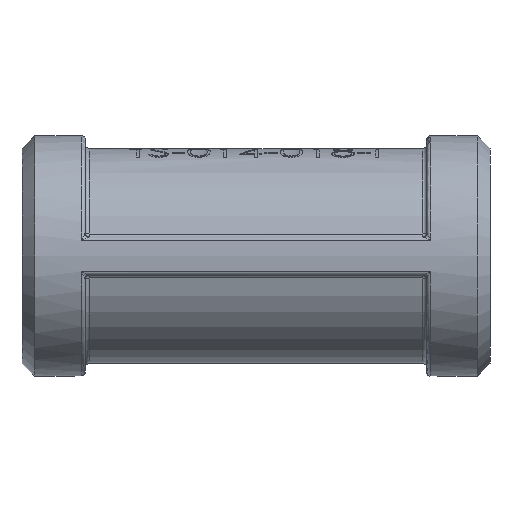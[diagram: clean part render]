
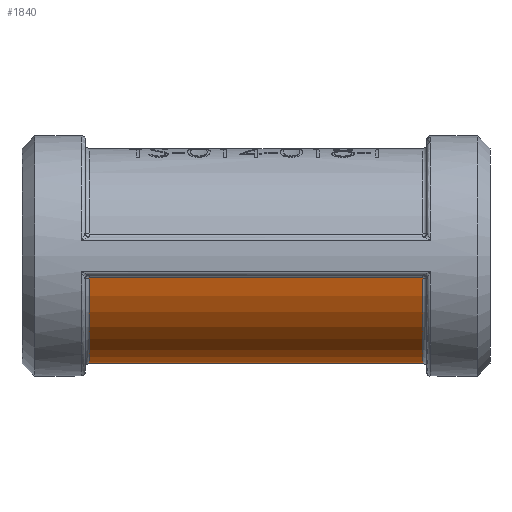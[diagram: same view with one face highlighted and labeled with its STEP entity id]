
A CAD part, front view. The second image highlights one B-rep face of the part: STEP entity #1840.
In plain terms, the highlighted cylindrical face has radius 8.5 mm (diameter 17 mm), a partial arc.
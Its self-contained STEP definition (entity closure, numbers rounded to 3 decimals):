
#12 = VERTEX_POINT ( 'NONE', #3830 ) ;
#74 = ORIENTED_EDGE ( 'NONE', *, *, #8757, .F. ) ;
#75 = VERTEX_POINT ( 'NONE', #3802 ) ;
#85 = ORIENTED_EDGE ( 'NONE', *, *, #8767, .F. ) ;
#88 = VERTEX_POINT ( 'NONE', #3864 ) ;
#92 = VERTEX_POINT ( 'NONE', #3862 ) ;
#111 = VERTEX_POINT ( 'NONE', #3901 ) ;
#117 = VERTEX_POINT ( 'NONE', #3849 ) ;
#127 = VERTEX_POINT ( 'NONE', #3904 ) ;
#132 = ORIENTED_EDGE ( 'NONE', *, *, #16292, .F. ) ;
#134 = ORIENTED_EDGE ( 'NONE', *, *, #16276, .F. ) ;
#145 = ORIENTED_EDGE ( 'NONE', *, *, #8783, .F. ) ;
#242 = ORIENTED_EDGE ( 'NONE', *, *, #16290, .F. ) ;
#248 = ORIENTED_EDGE ( 'NONE', *, *, #16303, .F. ) ;
#1049 = EDGE_LOOP ( 'NONE', ( #145, #132, #74, #85, #248, #242, #134 ) ) ;
#1840 = ADVANCED_FACE ( 'NONE', ( #8080 ), #8139, .T. ) ;
#3802 = CARTESIAN_POINT ( 'NONE',  ( -13.2, 8.32, -1.739 ) ) ;
#3830 = CARTESIAN_POINT ( 'NONE',  ( -13.2, -8.32, -1.739 ) ) ;
#3849 = CARTESIAN_POINT ( 'NONE',  ( 0., 4.507, -7.207 ) ) ;
#3862 = CARTESIAN_POINT ( 'NONE',  ( -9.462, 8.32, -1.739 ) ) ;
#3864 = CARTESIAN_POINT ( 'NONE',  ( 13.2, 8.32, -1.739 ) ) ;
#3901 = CARTESIAN_POINT ( 'NONE',  ( 13.2, -8.32, -1.739 ) ) ;
#3904 = CARTESIAN_POINT ( 'NONE',  ( 9.462, 8.32, -1.739 ) ) ;
#5397 = AXIS2_PLACEMENT_3D ( 'NONE', #5740, #5779, #5720 ) ;
#5405 = AXIS2_PLACEMENT_3D ( 'NONE', #5539, #5541, #5543 ) ;
#5417 = VECTOR ( 'NONE', #5697, 1000. ) ;
#5477 = CIRCLE ( 'NONE', #5397, 8.5 ) ;
#5479 = CIRCLE ( 'NONE', #5405, 8.5 ) ;
#5539 = CARTESIAN_POINT ( 'NONE',  ( -13.2, 0., 0. ) ) ;
#5541 = DIRECTION ( 'NONE',  ( -1., 0., 0. ) ) ;
#5543 = DIRECTION ( 'NONE',  ( 0., 0., -1. ) ) ;
#5629 = LINE ( 'NONE', #5649, #5417 ) ;
#5649 = CARTESIAN_POINT ( 'NONE',  ( 0., 8.32, -1.739 ) ) ;
#5697 = DIRECTION ( 'NONE',  ( -1., 0., 0. ) ) ;
#5720 = DIRECTION ( 'NONE',  ( 0., 0., -1. ) ) ;
#5740 = CARTESIAN_POINT ( 'NONE',  ( 13.2, 0., 0. ) ) ;
#5779 = DIRECTION ( 'NONE',  ( 1., 0., 0. ) ) ;
#8080 = FACE_OUTER_BOUND ( 'NONE', #1049, .T. ) ;
#8121 = DIRECTION ( 'NONE',  ( 1., 0., 0. ) ) ;
#8126 = CARTESIAN_POINT ( 'NONE',  ( 0., 0., 0. ) ) ;
#8138 = DIRECTION ( 'NONE',  ( 0., -1., 0. ) ) ;
#8139 = CYLINDRICAL_SURFACE ( 'NONE', #8488, 8.5 ) ;
#8488 = AXIS2_PLACEMENT_3D ( 'NONE', #8126, #8121, #8138 ) ;
#8757 = EDGE_CURVE ( 'NONE', #75, #12, #5479, .T. ) ;
#8767 = EDGE_CURVE ( 'NONE', #92, #75, #5629, .T. ) ;
#8783 = EDGE_CURVE ( 'NONE', #111, #88, #5477, .T. ) ;
#9258 = VECTOR ( 'NONE', #11312, 1000. ) ;
#9260 = VECTOR ( 'NONE', #11235, 1000. ) ;
#11216 = LINE ( 'NONE', #11238, #9260 ) ;
#11235 = DIRECTION ( 'NONE',  ( -1., 0., 0. ) ) ;
#11238 = CARTESIAN_POINT ( 'NONE',  ( 0., 8.32, -1.739 ) ) ;
#11290 = CARTESIAN_POINT ( 'NONE',  ( 9.462, 8.32, -1.739 ) ) ;
#11293 = CARTESIAN_POINT ( 'NONE',  ( 9.146, 8.124, -2.679 ) ) ;
#11305 = CARTESIAN_POINT ( 'NONE',  ( 3.77, 5.267, -6.69 ) ) ;
#11312 = DIRECTION ( 'NONE',  ( 1., 0., 0. ) ) ;
#11319 = CARTESIAN_POINT ( 'NONE',  ( 0.669, 4.507, -7.207 ) ) ;
#11325 = LINE ( 'NONE', #11337, #9258 ) ;
#11333 = CARTESIAN_POINT ( 'NONE',  ( 5.855, 6.207, -5.873 ) ) ;
#11334 = CARTESIAN_POINT ( 'NONE',  ( 1.998, 4.681, -7.101 ) ) ;
#11337 = CARTESIAN_POINT ( 'NONE',  ( 0., -8.32, -1.739 ) ) ;
#11346 = CARTESIAN_POINT ( 'NONE',  ( 8.018, 7.429, -4.384 ) ) ;
#11355 = CARTESIAN_POINT ( 'NONE',  ( 0., 4.507, -7.207 ) ) ;
#11360 = CARTESIAN_POINT ( 'NONE',  ( -9.146, 8.124, -2.679 ) ) ;
#11376 = CARTESIAN_POINT ( 'NONE',  ( 0., 4.507, -7.207 ) ) ;
#11377 = CARTESIAN_POINT ( 'NONE',  ( -5.855, 6.206, -5.873 ) ) ;
#11378 = CARTESIAN_POINT ( 'NONE',  ( -9.462, 8.32, -1.739 ) ) ;
#11389 = CARTESIAN_POINT ( 'NONE',  ( -1.998, 4.681, -7.101 ) ) ;
#11390 = CARTESIAN_POINT ( 'NONE',  ( -3.77, 5.267, -6.69 ) ) ;
#11398 = CARTESIAN_POINT ( 'NONE',  ( -0.669, 4.507, -7.207 ) ) ;
#11402 = CARTESIAN_POINT ( 'NONE',  ( -8.018, 7.429, -4.384 ) ) ;
#16276 = EDGE_CURVE ( 'NONE', #88, #127, #11216, .T. ) ;
#16290 = EDGE_CURVE ( 'NONE', #127, #117, #22894, .T. ) ;
#16292 = EDGE_CURVE ( 'NONE', #12, #111, #11325, .T. ) ;
#16303 = EDGE_CURVE ( 'NONE', #117, #92, #22912, .T. ) ;
#22894 = B_SPLINE_CURVE_WITH_KNOTS ( 'NONE', 3,
 ( #11290, #11293, #11346, #11333, #11305, #11334, #11319, #11355 ),
 .UNSPECIFIED., .F., .F.,
 ( 4, 1, 1, 1, 1, 4 ),
 ( 0., 0.286, 0.571, 0.714, 0.857, 1. ),
 .UNSPECIFIED. ) ;
#22912 = B_SPLINE_CURVE_WITH_KNOTS ( 'NONE', 3,
 ( #11376, #11398, #11389, #11390, #11377, #11402, #11360, #11378 ),
 .UNSPECIFIED., .F., .F.,
 ( 4, 1, 1, 1, 1, 4 ),
 ( 0., 0.143, 0.286, 0.429, 0.714, 1. ),
 .UNSPECIFIED. ) ;
